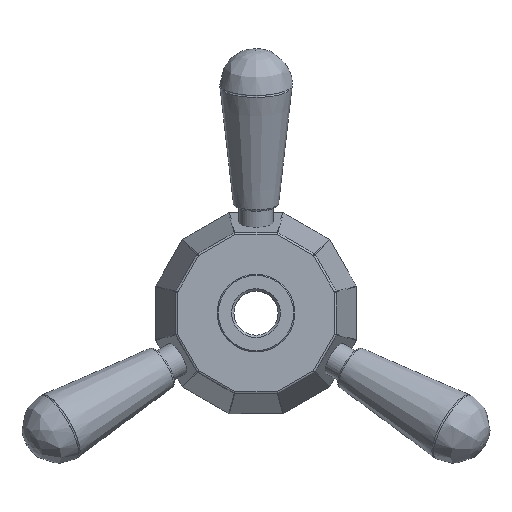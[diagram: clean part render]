
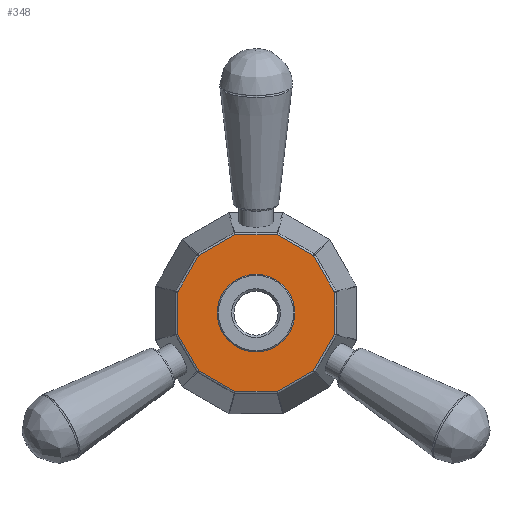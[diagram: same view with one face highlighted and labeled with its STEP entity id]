
A CAD part, top view. The second image highlights one B-rep face of the part: STEP entity #348.
In plain terms, the highlighted planar face has unit normal (0, 0, 1).
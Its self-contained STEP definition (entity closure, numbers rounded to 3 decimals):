
#348 = ADVANCED_FACE( '', ( #808, #809 ), #810, .F. );
#808 = FACE_OUTER_BOUND( '', #1828, .T. );
#809 = FACE_BOUND( '', #1829, .T. );
#810 = PLANE( '', #1830 );
#1828 = EDGE_LOOP( '', ( #3227, #3228, #3229, #3230, #3231, #3232, #3233, #3234, #3235, #3236, #3237, #3238 ) );
#1829 = EDGE_LOOP( '', ( #3239 ) );
#1830 = AXIS2_PLACEMENT_3D( '', #3240, #3241, #3242 );
#3227 = ORIENTED_EDGE( '', *, *, #3964, .T. );
#3228 = ORIENTED_EDGE( '', *, *, #3781, .T. );
#3229 = ORIENTED_EDGE( '', *, *, #3875, .T. );
#3230 = ORIENTED_EDGE( '', *, *, #3965, .T. );
#3231 = ORIENTED_EDGE( '', *, *, #3966, .T. );
#3232 = ORIENTED_EDGE( '', *, *, #3895, .T. );
#3233 = ORIENTED_EDGE( '', *, *, #3951, .T. );
#3234 = ORIENTED_EDGE( '', *, *, #3967, .T. );
#3235 = ORIENTED_EDGE( '', *, *, #3833, .T. );
#3236 = ORIENTED_EDGE( '', *, *, #3910, .T. );
#3237 = ORIENTED_EDGE( '', *, *, #3800, .T. );
#3238 = ORIENTED_EDGE( '', *, *, #3936, .T. );
#3239 = ORIENTED_EDGE( '', *, *, #3789, .T. );
#3240 = CARTESIAN_POINT( '', ( 47.25, 0., 37.5 ) );
#3241 = DIRECTION( '', ( 0., 0., -1. ) );
#3242 = DIRECTION( '', ( -1., 0., 0. ) );
#3781 = EDGE_CURVE( '', #4245, #4246, #4247, .F. );
#3789 = EDGE_CURVE( '', #4259, #4259, #4260, .T. );
#3800 = EDGE_CURVE( '', #4100, #4275, #4277, .F. );
#3833 = EDGE_CURVE( '', #4296, #4328, #4329, .F. );
#3875 = EDGE_CURVE( '', #4246, #4384, #4385, .T. );
#3895 = EDGE_CURVE( '', #4289, #4178, #4410, .F. );
#3910 = EDGE_CURVE( '', #4328, #4100, #4432, .F. );
#3936 = EDGE_CURVE( '', #4275, #4372, #4467, .F. );
#3951 = EDGE_CURVE( '', #4178, #4486, #4487, .F. );
#3964 = EDGE_CURVE( '', #4372, #4245, #4505, .F. );
#3965 = EDGE_CURVE( '', #4384, #4506, #4507, .F. );
#3966 = EDGE_CURVE( '', #4506, #4289, #4508, .T. );
#3967 = EDGE_CURVE( '', #4486, #4296, #4509, .F. );
#4100 = VERTEX_POINT( '', #4656 );
#4178 = VERTEX_POINT( '', #4756 );
#4245 = VERTEX_POINT( '', #4844 );
#4246 = VERTEX_POINT( '', #4845 );
#4247 = LINE( '', #4846, #4847 );
#4259 = VERTEX_POINT( '', #4860 );
#4260 = CIRCLE( '', #4861, 17. );
#4275 = VERTEX_POINT( '', #4882 );
#4277 = LINE( '', #4884, #4885 );
#4289 = VERTEX_POINT( '', #4901 );
#4296 = VERTEX_POINT( '', #4908 );
#4328 = VERTEX_POINT( '', #4948 );
#4329 = LINE( '', #4949, #4950 );
#4372 = VERTEX_POINT( '', #5007 );
#4384 = VERTEX_POINT( '', #5023 );
#4385 = LINE( '', #5024, #5025 );
#4410 = LINE( '', #5061, #5062 );
#4432 = LINE( '', #5085, #5086 );
#4467 = LINE( '', #5131, #5132 );
#4486 = VERTEX_POINT( '', #5158 );
#4487 = LINE( '', #5159, #5160 );
#4505 = LINE( '', #5178, #5179 );
#4506 = VERTEX_POINT( '', #5180 );
#4507 = LINE( '', #5181, #5182 );
#4508 = LINE( '', #5183, #5184 );
#4509 = LINE( '', #5185, #5186 );
#4656 = CARTESIAN_POINT( '', ( -25.138, 25.138, 37.5 ) );
#4756 = CARTESIAN_POINT( '', ( 34.339, 9.201, 37.5 ) );
#4844 = CARTESIAN_POINT( '', ( -25.138, -25.138, 37.5 ) );
#4845 = CARTESIAN_POINT( '', ( -9.201, -34.339, 37.5 ) );
#4846 = CARTESIAN_POINT( '', ( -9.033, -34.436, 37.5 ) );
#4847 = VECTOR( '', #5471, 1000. );
#4860 = CARTESIAN_POINT( '', ( -17., 0., 37.5 ) );
#4861 = AXIS2_PLACEMENT_3D( '', #5485, #5486, #5487 );
#4882 = CARTESIAN_POINT( '', ( -34.339, 9.201, 37.5 ) );
#4884 = CARTESIAN_POINT( '', ( -34.436, 9.033, 37.5 ) );
#4885 = VECTOR( '', #5498, 1000. );
#4901 = CARTESIAN_POINT( '', ( 34.339, -9.201, 37.5 ) );
#4908 = CARTESIAN_POINT( '', ( 9.201, 34.339, 37.5 ) );
#4948 = CARTESIAN_POINT( '', ( -9.201, 34.339, 37.5 ) );
#4949 = CARTESIAN_POINT( '', ( -9.396, 34.339, 37.5 ) );
#4950 = VECTOR( '', #5545, 1000. );
#5007 = CARTESIAN_POINT( '', ( -34.339, -9.201, 37.5 ) );
#5023 = CARTESIAN_POINT( '', ( 9.201, -34.339, 37.5 ) );
#5024 = CARTESIAN_POINT( '', ( 47.25, -34.339, 37.5 ) );
#5025 = VECTOR( '', #5593, 1000. );
#5061 = CARTESIAN_POINT( '', ( 34.339, 9.396, 37.5 ) );
#5062 = VECTOR( '', #5610, 1000. );
#5085 = CARTESIAN_POINT( '', ( -25.306, 25.041, 37.5 ) );
#5086 = VECTOR( '', #5633, 1000. );
#5131 = CARTESIAN_POINT( '', ( -34.339, -9.396, 37.5 ) );
#5132 = VECTOR( '', #5660, 1000. );
#5158 = CARTESIAN_POINT( '', ( 25.138, 25.138, 37.5 ) );
#5159 = CARTESIAN_POINT( '', ( 25.041, 25.306, 37.5 ) );
#5160 = VECTOR( '', #5672, 1000. );
#5178 = CARTESIAN_POINT( '', ( -25.041, -25.306, 37.5 ) );
#5179 = VECTOR( '', #5691, 1000. );
#5180 = CARTESIAN_POINT( '', ( 25.138, -25.138, 37.5 ) );
#5181 = CARTESIAN_POINT( '', ( 25.306, -25.041, 37.5 ) );
#5182 = VECTOR( '', #5692, 1000. );
#5183 = CARTESIAN_POINT( '', ( 41.551, 3.29, 37.5 ) );
#5184 = VECTOR( '', #5693, 1000. );
#5185 = CARTESIAN_POINT( '', ( 9.033, 34.436, 37.5 ) );
#5186 = VECTOR( '', #5694, 1000. );
#5471 = DIRECTION( '', ( -0.866, 0.5, 0. ) );
#5485 = CARTESIAN_POINT( '', ( 0., 0., 37.5 ) );
#5486 = DIRECTION( '', ( 0., 0., -1. ) );
#5487 = DIRECTION( '', ( -1., 0., 0. ) );
#5498 = DIRECTION( '', ( 0.5, 0.866, 0. ) );
#5545 = DIRECTION( '', ( 1., 0., 0. ) );
#5593 = DIRECTION( '', ( 1., 0., 0. ) );
#5610 = DIRECTION( '', ( 0., -1., 0. ) );
#5633 = DIRECTION( '', ( 0.866, 0.5, 0. ) );
#5660 = DIRECTION( '', ( 0., 1., 0. ) );
#5672 = DIRECTION( '', ( 0.5, -0.866, 0. ) );
#5691 = DIRECTION( '', ( -0.5, 0.866, 0. ) );
#5692 = DIRECTION( '', ( -0.866, -0.5, 0. ) );
#5693 = DIRECTION( '', ( 0.5, 0.866, 0. ) );
#5694 = DIRECTION( '', ( 0.866, -0.5, 0. ) );
